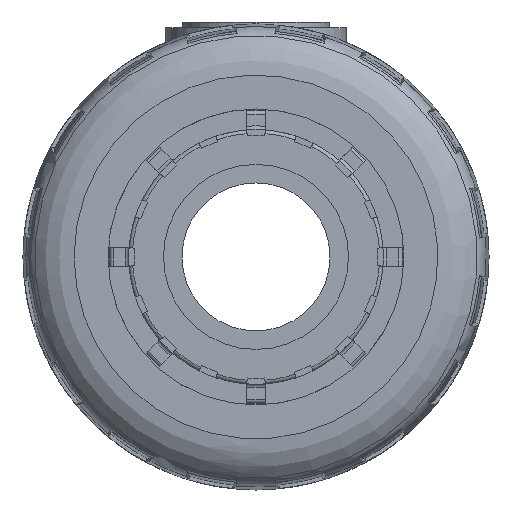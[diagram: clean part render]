
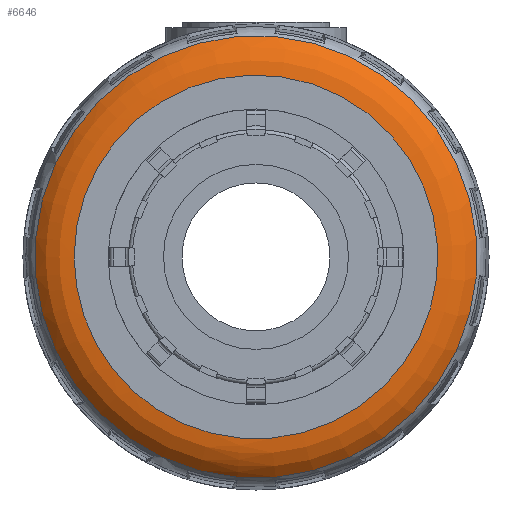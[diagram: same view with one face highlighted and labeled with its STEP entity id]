
A CAD part, left-side view. The second image highlights one B-rep face of the part: STEP entity #6646.
In plain terms, the highlighted toroidal (fillet/blend) face has major radius 24.579 mm and minor radius 7 mm.
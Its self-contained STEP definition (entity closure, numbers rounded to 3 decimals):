
#1041=TOROIDAL_SURFACE($,#7294,24.579,7.);
#1409=FACE_BOUND($,#1908,.T.);
#1517=FACE_OUTER_BOUND($,#1907,.T.);
#1907=EDGE_LOOP($,(#4930));
#1908=EDGE_LOOP($,(#4931));
#2339=CIRCLE($,#7193,29.894);
#2364=CIRCLE($,#7292,24.579);
#2830=VERTEX_POINT($,#11008);
#2895=VERTEX_POINT($,#11284);
#3591=EDGE_CURVE($,#2830,#2830,#2339,.T.);
#3696=EDGE_CURVE($,#2895,#2895,#2364,.T.);
#4930=ORIENTED_EDGE($,*,*,#3591,.F.);
#4931=ORIENTED_EDGE($,*,*,#3696,.F.);
#6646=ADVANCED_FACE($,(#1517,#1409),#1041,.T.);
#7193=AXIS2_PLACEMENT_3D($,#11009,#8371,#8372);
#7292=AXIS2_PLACEMENT_3D($,#11285,#8585,#8586);
#7294=AXIS2_PLACEMENT_3D($,#11288,#8589,#8590);
#8371=DIRECTION('center_axis',(0.,1.,0.));
#8372=DIRECTION('ref_axis',(-0.707,0.,-0.707));
#8585=DIRECTION('center_axis',(0.,-1.,0.));
#8586=DIRECTION('ref_axis',(0.,0.,-1.));
#8589=DIRECTION('center_axis',(0.,-1.,0.));
#8590=DIRECTION('ref_axis',(0.,0.,-1.));
#11008=CARTESIAN_POINT('',(21.139,-15.454,21.139));
#11009=CARTESIAN_POINT('Origin',(0.,-15.454,0.));
#11284=CARTESIAN_POINT('',(-24.579,-17.9,0.));
#11285=CARTESIAN_POINT('Origin',(0.,-17.9,0.));
#11288=CARTESIAN_POINT('Origin',(0.,-10.9,0.));
